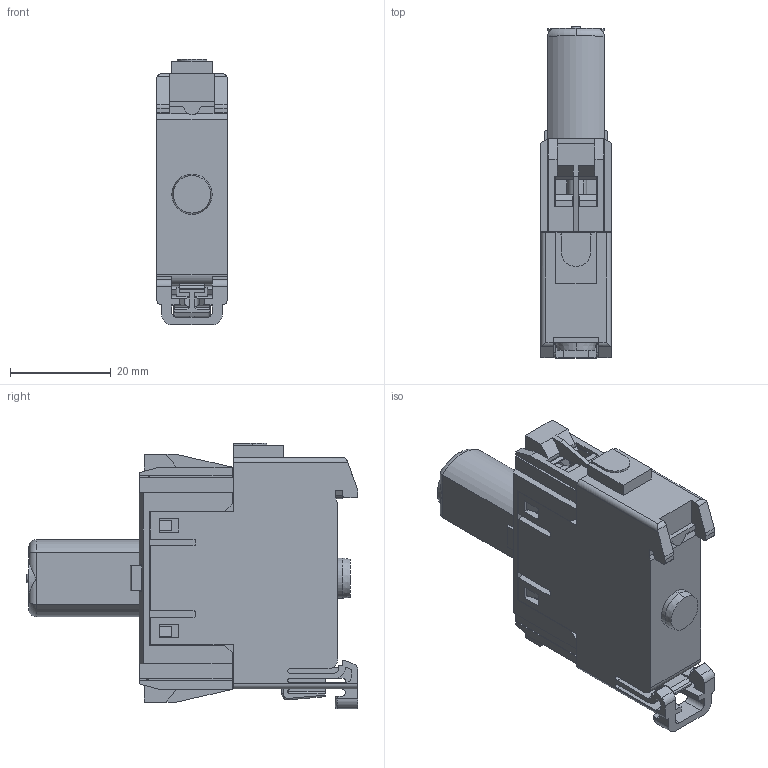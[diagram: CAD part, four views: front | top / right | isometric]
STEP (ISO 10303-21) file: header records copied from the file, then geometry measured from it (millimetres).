
FILE_DESCRIPTION (( 'STEP AP203' ), '1' );
FILE_NAME ('8010-_-0_-ws.STEP', '2013-07-22T12:36:43', ( 'Admin' ), ( 'R. STAHL AG' ), 'SwSTEP 2.0', 'SolidWorks 2013', '' );
FILE_SCHEMA (( 'CONFIG_CONTROL_DESIGN' ));
Length unit declared in the file: millimetre
Products named in the file (9): 509_601_1; 509_601_2; 8010-_-0_-ws; 80_109_02_04_0; 80_109_01_04_0; 80_109_01_14_0; 80_109_01_57_0; 509_601_0
Assembly tree (11 placements, depth 3):
  8010-_-0_-ws
    80_109_02_04_0
    80_109_01_04_0
    80_109_01_14_0  x2
    80_109_01_57_0  x2
    509_601_0  x2
      509_601_0
      509_601_1
      509_601_2
Bounding box: 14 x 66 x 52.9 mm (x, y, z)
Volume: 14766.1 mm3; surface area: 22460.7 mm2
Topology: 12 solids, 12 shells, 959 faces, 2646 edges, 1694 vertices
Faces by surface type: plane 621, cylinder 219, torus 46, cone 44, bspline 21, sphere 8
Entity records: 27911 total; most frequent: CARTESIAN_POINT 6248, ORIENTED_EDGE 4456, DIRECTION 4147, EDGE_CURVE 2228, LINE 1625, VECTOR 1625, VERTEX_POINT 1432, AXIS2_PLACEMENT_3D 1261
